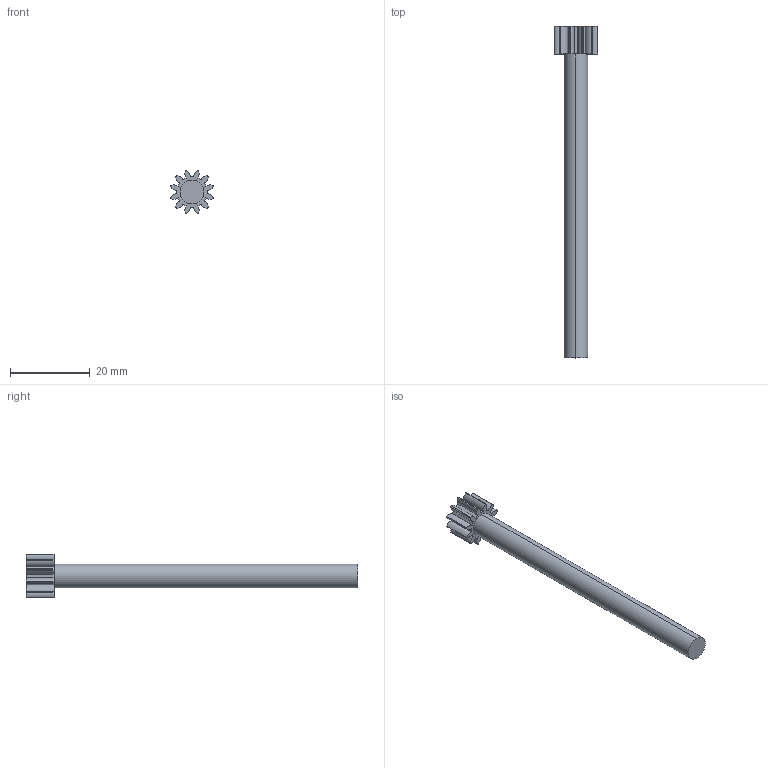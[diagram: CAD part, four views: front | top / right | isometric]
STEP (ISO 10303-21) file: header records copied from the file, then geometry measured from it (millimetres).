
FILE_DESCRIPTION (( 'STEP AP203' ), '1' );
FILE_NAME ('Motor_Gear_and_Shaft_actual_Default_sldprt.STEP', '2023-01-30T00:55:22', ( '' ), ( '' ), 'SwSTEP 2.0', 'SolidWorks 2021', '' );
FILE_SCHEMA (( 'CONFIG_CONTROL_DESIGN' ));
Length unit declared in the file: millimetre
Products named in the file (1): Motor_Gear_and_Shaft_actual_Default_sldprt
Bounding box: 10.89 x 83.06 x 10.89 mm (x, y, z)
Volume: 2616.5 mm3; surface area: 2003.1 mm2
Topology: 1 solids, 1 shells, 61 faces, 171 edges, 114 vertices
Faces by surface type: cylinder 57, plane 4
Entity records: 2116 total; most frequent: DIRECTION 409, CARTESIAN_POINT 347, ORIENTED_EDGE 342, AXIS2_PLACEMENT_3D 176, EDGE_CURVE 171, VERTEX_POINT 114, CIRCLE 114, EDGE_LOOP 63
